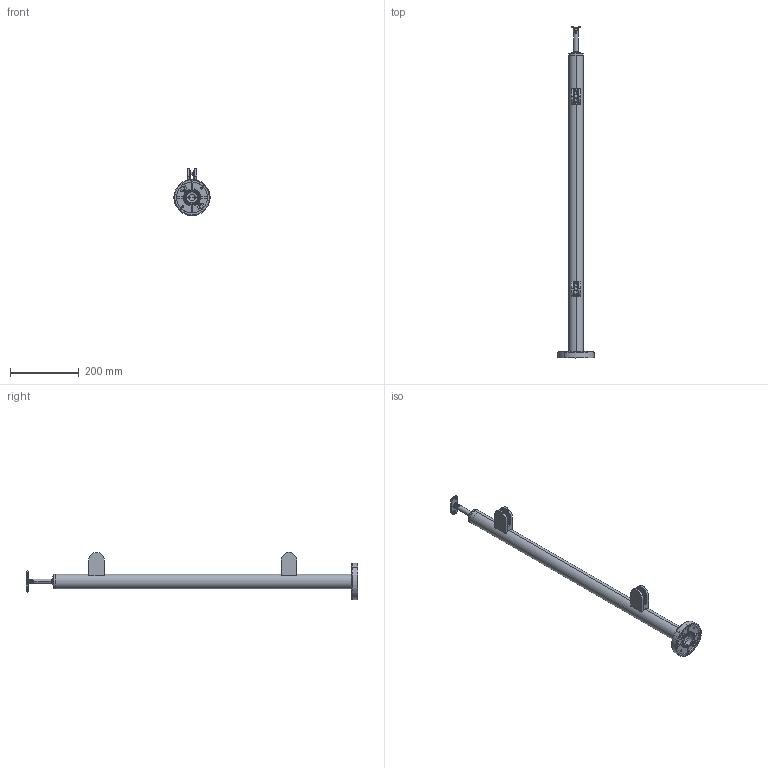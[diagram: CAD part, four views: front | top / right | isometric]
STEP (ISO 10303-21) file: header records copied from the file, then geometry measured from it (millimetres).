
FILE_DESCRIPTION (( 'STEP AP203' ), '1' );
FILE_NAME ('A-VR100-2GR.STEP', '2021-10-13T07:05:31', ( '' ), ( '' ), 'SwSTEP 2.0', 'SolidWorks 2019', '' );
FILE_SCHEMA (( 'CONFIG_CONTROL_DESIGN' ));
Length unit declared in the file: millimetre
Products named in the file (16): A-2200-042 P4-1; A-0512-042-1; A-VR100-2GR; A-0718-242_UP2 E1-1; A-0940-042-N-1; A-2200-042-tesnenie-1; M6x10-1; A-VR100-2G-M8-TUBE-1; A-2200-042 P2-1; A-2200-042 P3-1; A-0718-242_UP1 E1-1; A_0718_242_UP E1-1; A-2200-042 P1-1; A19-22-008-1; screw_iso_10642-m6x15-8_8-2
Assembly tree (25 placements, depth 3):
  A-VR100-2GR
    A-2200-042-tesnenie-1
      screw_iso_10642-m6x15-8_8-2  x2
      A-2200-042 P4-1
      A-2200-042 P3-1
      A-2200-042 P2-1
      A-2200-042 P1-1
      A19-22-008-1  x2
    A-2200-042-tesnenie-1
      screw_iso_10642-m6x15-8_8-2  x2
      A-2200-042 P4-1
      A-2200-042 P3-1
      A-2200-042 P2-1
      A-2200-042 P1-1
      A19-22-008-1  x2
    A_0718_242_UP E1-1
      A-0718-242_UP2 E1-1
      A-0718-242_UP1 E1-1
      M6x10-1
    A-VR100-2G-M8-TUBE-1
    A-0940-042-N-1
    A-0512-042-1
Bounding box: 105 x 962.58 x 136.7 mm (x, y, z)
Volume: 392715.4 mm3; surface area: 340417.9 mm2
Topology: 22 solids, 22 shells, 1302 faces, 3202 edges, 1969 vertices
Faces by surface type: cylinder 524, plane 442, torus 176, bspline 86, cone 52, sphere 22
Entity records: 22922 total; most frequent: CARTESIAN_POINT 6520, DIRECTION 3122, ORIENTED_EDGE 2986, EDGE_CURVE 1493, AXIS2_PLACEMENT_3D 1192, VERTEX_POINT 938, LINE 738, VECTOR 738
